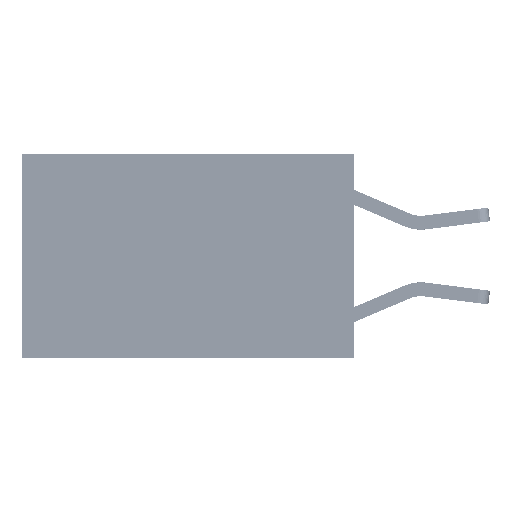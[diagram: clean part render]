
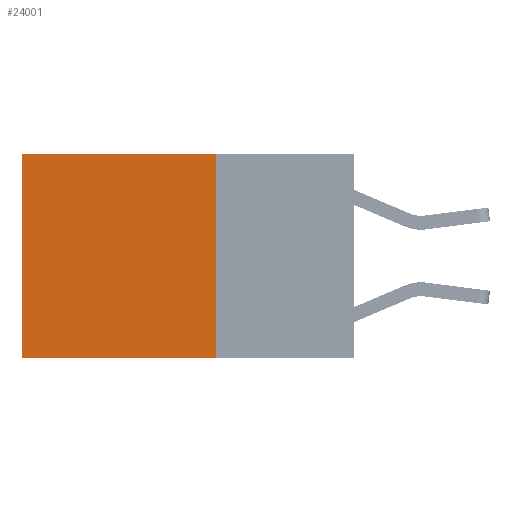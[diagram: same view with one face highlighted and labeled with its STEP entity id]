
A CAD part, left-side view. The second image highlights one B-rep face of the part: STEP entity #24001.
In plain terms, the highlighted planar face has unit normal (-1, 0, 0).
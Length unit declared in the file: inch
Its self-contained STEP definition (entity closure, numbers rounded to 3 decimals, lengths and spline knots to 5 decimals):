
#3505 = DIRECTION ( 'NONE',  ( 1., 0., 0. ) ) ;
#5033 = EDGE_CURVE ( 'NONE', #13984, #26092, #9100, .T. ) ;
#5646 = FACE_OUTER_BOUND ( 'NONE', #16579, .T. ) ;
#5798 = CARTESIAN_POINT ( 'NONE',  ( 0.2625, 0.25, 0. ) ) ;
#6171 = DIRECTION ( 'NONE',  ( 0., 1., 0. ) ) ;
#7148 = EDGE_CURVE ( 'NONE', #13984, #26308, #11323, .T. ) ;
#9100 = LINE ( 'NONE', #31529, #19672 ) ;
#9354 = CARTESIAN_POINT ( 'NONE',  ( 0.2625, 0.6, -0.37 ) ) ;
#10493 = CARTESIAN_POINT ( 'NONE',  ( 0.2625, 0.25, -0.37 ) ) ;
#11323 = LINE ( 'NONE', #13622, #17131 ) ;
#12696 = ORIENTED_EDGE ( 'NONE', *, *, #5033, .T. ) ;
#13622 = CARTESIAN_POINT ( 'NONE',  ( 0.2625, 0.25, 0. ) ) ;
#13984 = VERTEX_POINT ( 'NONE', #21256 ) ;
#15881 = ORIENTED_EDGE ( 'NONE', *, *, #7148, .F. ) ;
#16579 = EDGE_LOOP ( 'NONE', ( #20811, #17988, #15881, #12696 ) ) ;
#16611 = VECTOR ( 'NONE', #22704, 39.37008 ) ;
#17131 = VECTOR ( 'NONE', #26075, 39.37008 ) ;
#17988 = ORIENTED_EDGE ( 'NONE', *, *, #24496, .F. ) ;
#19101 = CARTESIAN_POINT ( 'NONE',  ( 0.2625, 0.25, -0.37 ) ) ;
#19672 = VECTOR ( 'NONE', #6171, 39.37008 ) ;
#20520 = DIRECTION ( 'NONE',  ( 0., 0., -1. ) ) ;
#20811 = ORIENTED_EDGE ( 'NONE', *, *, #31309, .T. ) ;
#20999 = PLANE ( 'NONE',  #23676 ) ;
#21256 = CARTESIAN_POINT ( 'NONE',  ( 0.2625, 0.25, 0. ) ) ;
#22704 = DIRECTION ( 'NONE',  ( 0., 0., -1. ) ) ;
#22951 = LINE ( 'NONE', #10493, #29446 ) ;
#23370 = CARTESIAN_POINT ( 'NONE',  ( 0.2625, 0.6, 0. ) ) ;
#23676 = AXIS2_PLACEMENT_3D ( 'NONE', #5798, #3505, #20520 ) ;
#24001 = ADVANCED_FACE ( 'NONE', ( #5646 ), #20999, .F. ) ;
#24496 = EDGE_CURVE ( 'NONE', #26308, #28500, #22951, .T. ) ;
#26075 = DIRECTION ( 'NONE',  ( 0., 0., -1. ) ) ;
#26092 = VERTEX_POINT ( 'NONE', #23370 ) ;
#26308 = VERTEX_POINT ( 'NONE', #19101 ) ;
#27123 = CARTESIAN_POINT ( 'NONE',  ( 0.2625, 0.6, 0. ) ) ;
#27769 = LINE ( 'NONE', #27123, #16611 ) ;
#28500 = VERTEX_POINT ( 'NONE', #9354 ) ;
#29446 = VECTOR ( 'NONE', #31922, 39.37008 ) ;
#31309 = EDGE_CURVE ( 'NONE', #26092, #28500, #27769, .T. ) ;
#31529 = CARTESIAN_POINT ( 'NONE',  ( 0.2625, 0.25, 0. ) ) ;
#31922 = DIRECTION ( 'NONE',  ( 0., 1., 0. ) ) ;
